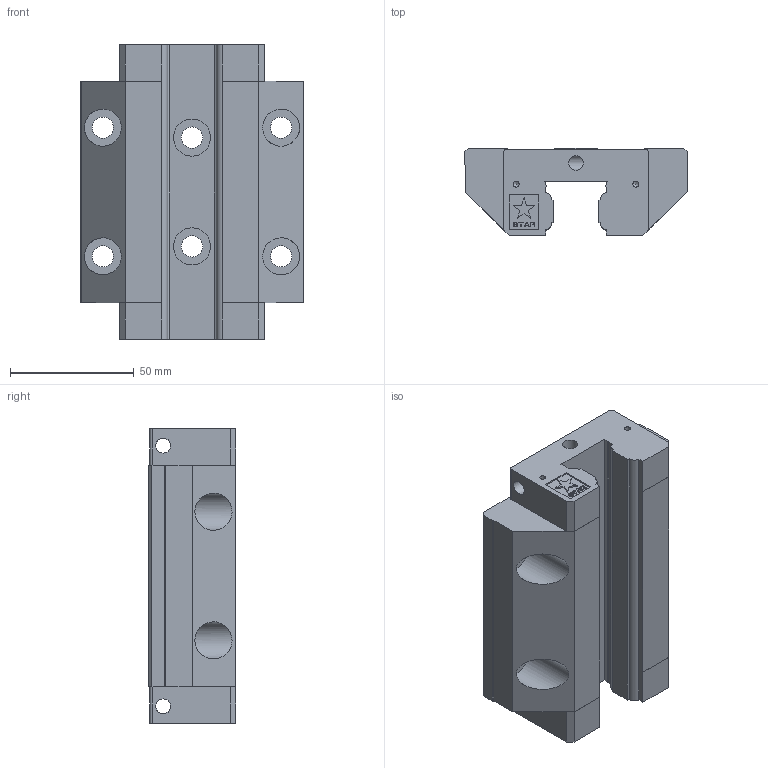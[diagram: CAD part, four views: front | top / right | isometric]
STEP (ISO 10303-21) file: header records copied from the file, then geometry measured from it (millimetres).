
FILE_DESCRIPTION (( 'STEP AP214' ), '1' );
FILE_NAME ('Rexroth-Runner-Block-R165371420.step', '2020-07-02T07:55:02', ( '' ), ( '' ), 'SwSTEP 2.0', 'SolidWorks 2010', '' );
FILE_SCHEMA (( 'AUTOMOTIVE_DESIGN' ));
Length unit declared in the file: millimetre
Products named in the file (1): Rexroth-Runner-Block-R165371420
Bounding box: 90 x 35.35 x 119.2 mm (x, y, z)
Volume: 238729 mm3; surface area: 43339.9 mm2
Topology: 1 solids, 1 shells, 332 faces, 936 edges, 626 vertices
Faces by surface type: plane 300, cylinder 28, cone 4
Full cylindrical faces by diameter (mm): 2.4 x4, 6 x4, 8.6 x6, 15 x6
Entity records: 10370 total; most frequent: CARTESIAN_POINT 1873, ORIENTED_EDGE 1788, DIRECTION 1602, EDGE_CURVE 894, LINE 836, VECTOR 836, VERTEX_POINT 610, EDGE_LOOP 398
